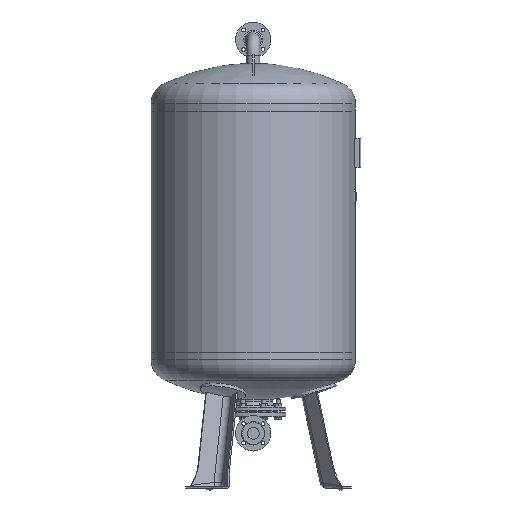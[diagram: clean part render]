
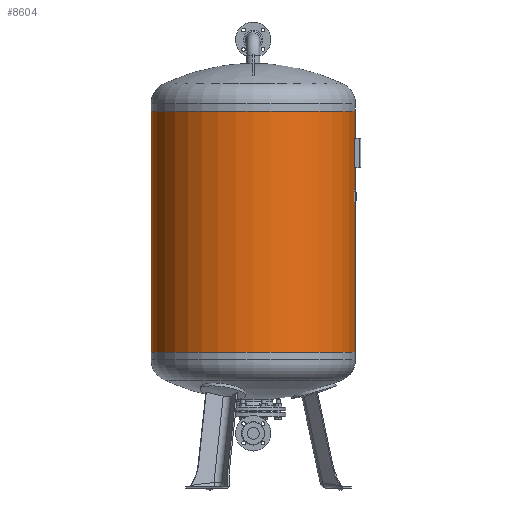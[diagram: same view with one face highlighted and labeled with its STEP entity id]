
A CAD part, left-side view. The second image highlights one B-rep face of the part: STEP entity #8604.
In plain terms, the highlighted cylindrical face has radius 375 mm (diameter 750 mm), a full revolution.
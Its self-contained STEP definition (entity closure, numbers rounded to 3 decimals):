
#2000=FACE_BOUND($,#2925,.T.);
#2354=FACE_OUTER_BOUND($,#2924,.T.);
#2924=EDGE_LOOP($,(#6911));
#2925=EDGE_LOOP($,(#6912));
#3573=CIRCLE($,#9390,375.);
#3574=CIRCLE($,#9391,375.);
#4139=VERTEX_POINT($,#13686);
#4140=VERTEX_POINT($,#13688);
#5158=EDGE_CURVE($,#4139,#4139,#3573,.T.);
#5159=EDGE_CURVE($,#4140,#4140,#3574,.T.);
#6911=ORIENTED_EDGE($,*,*,#5158,.F.);
#6912=ORIENTED_EDGE($,*,*,#5159,.F.);
#8316=CYLINDRICAL_SURFACE($,#9389,375.);
#8604=ADVANCED_FACE($,(#2354,#2000),#8316,.T.);
#9389=AXIS2_PLACEMENT_3D($,#13685,#11064,#11065);
#9390=AXIS2_PLACEMENT_3D($,#13687,#11066,#11067);
#9391=AXIS2_PLACEMENT_3D($,#13689,#11068,#11069);
#11064=DIRECTION('center_axis',(0.,0.,1.));
#11065=DIRECTION('ref_axis',(1.,0.,0.));
#11066=DIRECTION('center_axis',(0.,0.,-1.));
#11067=DIRECTION('ref_axis',(1.,0.,0.));
#11068=DIRECTION('center_axis',(0.,0.,1.));
#11069=DIRECTION('ref_axis',(1.,0.,0.));
#13685=CARTESIAN_POINT('Origin',(0.,0.,947.5));
#13686=CARTESIAN_POINT('',(375.,0.,505.));
#13687=CARTESIAN_POINT('Origin',(0.,0.,505.));
#13688=CARTESIAN_POINT('',(375.,0.,1390.));
#13689=CARTESIAN_POINT('Origin',(0.,0.,1390.));
